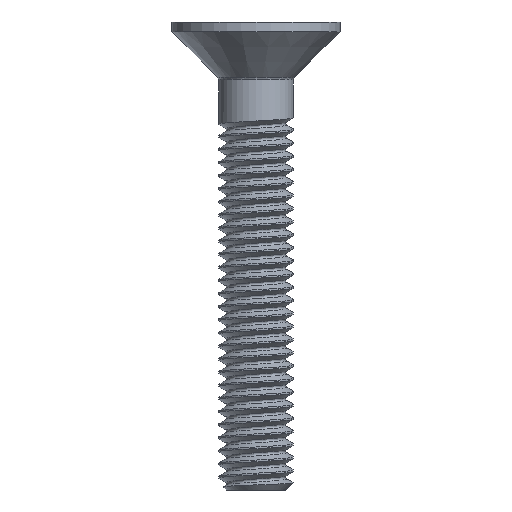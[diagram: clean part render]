
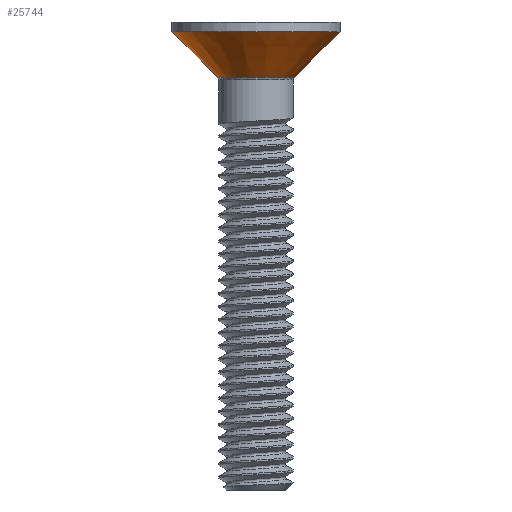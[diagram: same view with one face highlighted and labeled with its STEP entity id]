
A CAD part, front view. The second image highlights one B-rep face of the part: STEP entity #25744.
In plain terms, the highlighted conical face has half-angle 45 degrees and reference radius 2.059 mm.
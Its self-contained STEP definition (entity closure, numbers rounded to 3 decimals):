
#25333 = SURFACE_OF_REVOLUTION('',#25334,#25339);
#25334 = CIRCLE('',#25335,0.2);
#25335 = AXIS2_PLACEMENT_3D('',#25336,#25337,#25338);
#25336 = CARTESIAN_POINT('',(2.2,0.,-3.093));
#25337 = DIRECTION('',(0.,1.,0.));
#25338 = DIRECTION('',(-1.,0.,0.));
#25339 = AXIS1_PLACEMENT('',#25340,#25341);
#25340 = CARTESIAN_POINT('',(0.,0.,0.));
#25341 = DIRECTION('',(0.,0.,1.));
#25694 = VERTEX_POINT('',#25695);
#25695 = CARTESIAN_POINT('',(2.059,0.,-2.951));
#25717 = EDGE_CURVE('',#25694,#25694,#25718,.T.);
#25718 = SURFACE_CURVE('',#25719,(#25724,#25731),.PCURVE_S1.);
#25719 = CIRCLE('',#25720,2.059);
#25720 = AXIS2_PLACEMENT_3D('',#25721,#25722,#25723);
#25721 = CARTESIAN_POINT('',(0.,0.,-2.951));
#25722 = DIRECTION('',(0.,0.,1.));
#25723 = DIRECTION('',(1.,0.,-0.));
#25724 = PCURVE('',#25333,#25725);
#25725 = DEFINITIONAL_REPRESENTATION('',(#25726),#25730);
#25726 = LINE('',#25727,#25728);
#25727 = CARTESIAN_POINT('',(0.,0.785));
#25728 = VECTOR('',#25729,1.);
#25729 = DIRECTION('',(1.,0.));
#25730 = ( GEOMETRIC_REPRESENTATION_CONTEXT(2) 
PARAMETRIC_REPRESENTATION_CONTEXT() REPRESENTATION_CONTEXT('2D SPACE',''
  ) );
#25731 = PCURVE('',#25732,#25737);
#25732 = CONICAL_SURFACE('',#25733,2.059,0.785);
#25733 = AXIS2_PLACEMENT_3D('',#25734,#25735,#25736);
#25734 = CARTESIAN_POINT('',(0.,0.,-2.951));
#25735 = DIRECTION('',(0.,0.,1.));
#25736 = DIRECTION('',(1.,0.,-0.));
#25737 = DEFINITIONAL_REPRESENTATION('',(#25738),#25742);
#25738 = LINE('',#25739,#25740);
#25739 = CARTESIAN_POINT('',(0.,0.));
#25740 = VECTOR('',#25741,1.);
#25741 = DIRECTION('',(1.,0.));
#25742 = ( GEOMETRIC_REPRESENTATION_CONTEXT(2) 
PARAMETRIC_REPRESENTATION_CONTEXT() REPRESENTATION_CONTEXT('2D SPACE',''
  ) );
#25744 = ADVANCED_FACE('',(#25745),#25732,.T.);
#25745 = FACE_BOUND('',#25746,.T.);
#25746 = EDGE_LOOP('',(#25747,#25748,#25771,#25798));
#25747 = ORIENTED_EDGE('',*,*,#25717,.T.);
#25748 = ORIENTED_EDGE('',*,*,#25749,.T.);
#25749 = EDGE_CURVE('',#25694,#25750,#25752,.T.);
#25750 = VERTEX_POINT('',#25751);
#25751 = CARTESIAN_POINT('',(4.5,0.,-0.51));
#25752 = SEAM_CURVE('',#25753,(#25757,#25764),.PCURVE_S1.);
#25753 = LINE('',#25754,#25755);
#25754 = CARTESIAN_POINT('',(2.059,0.,-2.951));
#25755 = VECTOR('',#25756,1.);
#25756 = DIRECTION('',(0.707,0.,0.707));
#25757 = PCURVE('',#25732,#25758);
#25758 = DEFINITIONAL_REPRESENTATION('',(#25759),#25763);
#25759 = LINE('',#25760,#25761);
#25760 = CARTESIAN_POINT('',(0.,0.));
#25761 = VECTOR('',#25762,1.);
#25762 = DIRECTION('',(0.,1.));
#25763 = ( GEOMETRIC_REPRESENTATION_CONTEXT(2) 
PARAMETRIC_REPRESENTATION_CONTEXT() REPRESENTATION_CONTEXT('2D SPACE',''
  ) );
#25764 = PCURVE('',#25732,#25765);
#25765 = DEFINITIONAL_REPRESENTATION('',(#25766),#25770);
#25766 = LINE('',#25767,#25768);
#25767 = CARTESIAN_POINT('',(6.283,0.));
#25768 = VECTOR('',#25769,1.);
#25769 = DIRECTION('',(0.,1.));
#25770 = ( GEOMETRIC_REPRESENTATION_CONTEXT(2) 
PARAMETRIC_REPRESENTATION_CONTEXT() REPRESENTATION_CONTEXT('2D SPACE',''
  ) );
#25771 = ORIENTED_EDGE('',*,*,#25772,.F.);
#25772 = EDGE_CURVE('',#25750,#25750,#25773,.T.);
#25773 = SURFACE_CURVE('',#25774,(#25779,#25786),.PCURVE_S1.);
#25774 = CIRCLE('',#25775,4.5);
#25775 = AXIS2_PLACEMENT_3D('',#25776,#25777,#25778);
#25776 = CARTESIAN_POINT('',(0.,0.,-0.51));
#25777 = DIRECTION('',(0.,0.,1.));
#25778 = DIRECTION('',(1.,0.,-0.));
#25779 = PCURVE('',#25732,#25780);
#25780 = DEFINITIONAL_REPRESENTATION('',(#25781),#25785);
#25781 = LINE('',#25782,#25783);
#25782 = CARTESIAN_POINT('',(0.,2.441));
#25783 = VECTOR('',#25784,1.);
#25784 = DIRECTION('',(1.,0.));
#25785 = ( GEOMETRIC_REPRESENTATION_CONTEXT(2) 
PARAMETRIC_REPRESENTATION_CONTEXT() REPRESENTATION_CONTEXT('2D SPACE',''
  ) );
#25786 = PCURVE('',#25787,#25792);
#25787 = CYLINDRICAL_SURFACE('',#25788,4.5);
#25788 = AXIS2_PLACEMENT_3D('',#25789,#25790,#25791);
#25789 = CARTESIAN_POINT('',(0.,0.,-0.51));
#25790 = DIRECTION('',(0.,0.,1.));
#25791 = DIRECTION('',(1.,0.,-0.));
#25792 = DEFINITIONAL_REPRESENTATION('',(#25793),#25797);
#25793 = LINE('',#25794,#25795);
#25794 = CARTESIAN_POINT('',(0.,0.));
#25795 = VECTOR('',#25796,1.);
#25796 = DIRECTION('',(1.,0.));
#25797 = ( GEOMETRIC_REPRESENTATION_CONTEXT(2) 
PARAMETRIC_REPRESENTATION_CONTEXT() REPRESENTATION_CONTEXT('2D SPACE',''
  ) );
#25798 = ORIENTED_EDGE('',*,*,#25749,.F.);
